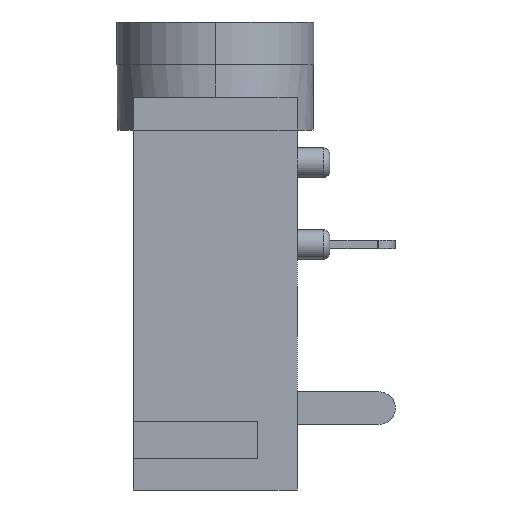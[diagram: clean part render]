
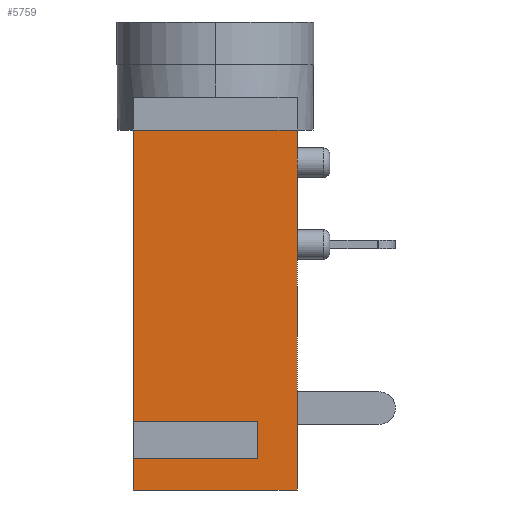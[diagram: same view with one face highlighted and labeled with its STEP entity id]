
A CAD part, left-side view. The second image highlights one B-rep face of the part: STEP entity #5759.
In plain terms, the highlighted planar face has unit normal (-1, 0, 0).
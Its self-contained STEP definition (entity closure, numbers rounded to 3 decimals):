
#83 = CARTESIAN_POINT ( 'NONE',  ( -6., 2.5, -14.3 ) ) ;
#314 = VERTEX_POINT ( 'NONE', #541 ) ;
#355 = ORIENTED_EDGE ( 'NONE', *, *, #2088, .T. ) ;
#443 = VERTEX_POINT ( 'NONE', #7303 ) ;
#509 = ORIENTED_EDGE ( 'NONE', *, *, #4120, .T. ) ;
#541 = CARTESIAN_POINT ( 'NONE',  ( -6., 2.5, -3.3 ) ) ;
#810 = VECTOR ( 'NONE', #3311, 1000. ) ;
#1114 = DIRECTION ( 'NONE',  ( 0., 1., 0. ) ) ;
#1138 = CARTESIAN_POINT ( 'NONE',  ( -6., -2.5, -3.3 ) ) ;
#1233 = EDGE_CURVE ( 'NONE', #6411, #5332, #7443, .T. ) ;
#1239 = VERTEX_POINT ( 'NONE', #2937 ) ;
#1256 = LINE ( 'NONE', #6487, #5380 ) ;
#1292 = LINE ( 'NONE', #5065, #7190 ) ;
#1338 = DIRECTION ( 'NONE',  ( 0., -1., 0. ) ) ;
#1473 = VECTOR ( 'NONE', #3505, 1000. ) ;
#1497 = ORIENTED_EDGE ( 'NONE', *, *, #7109, .F. ) ;
#1599 = CARTESIAN_POINT ( 'NONE',  ( -6., 2.5, -3.3 ) ) ;
#1721 = FACE_OUTER_BOUND ( 'NONE', #2767, .T. ) ;
#1746 = LINE ( 'NONE', #6982, #3914 ) ;
#1864 = CARTESIAN_POINT ( 'NONE',  ( -6., -1.3, -12.2 ) ) ;
#1917 = EDGE_CURVE ( 'NONE', #443, #8036, #5849, .T. ) ;
#2088 = EDGE_CURVE ( 'NONE', #4369, #6411, #8027, .T. ) ;
#2092 = ORIENTED_EDGE ( 'NONE', *, *, #4025, .T. ) ;
#2140 = VERTEX_POINT ( 'NONE', #7635 ) ;
#2704 = CARTESIAN_POINT ( 'NONE',  ( -6., -1.3, -13.35 ) ) ;
#2736 = VECTOR ( 'NONE', #3590, 1000. ) ;
#2767 = EDGE_LOOP ( 'NONE', ( #1497, #6101, #509, #2092, #355, #7625, #6409, #8166 ) ) ;
#2937 = CARTESIAN_POINT ( 'NONE',  ( -6., 2.5, -13.35 ) ) ;
#2954 = DIRECTION ( 'NONE',  ( -1., 0., 0. ) ) ;
#3204 = EDGE_CURVE ( 'NONE', #314, #2140, #3524, .T. ) ;
#3311 = DIRECTION ( 'NONE',  ( 0., 0., -1. ) ) ;
#3505 = DIRECTION ( 'NONE',  ( 0., 0., 1. ) ) ;
#3524 = LINE ( 'NONE', #1599, #3701 ) ;
#3590 = DIRECTION ( 'NONE',  ( 0., 0., -1. ) ) ;
#3701 = VECTOR ( 'NONE', #7300, 1000. ) ;
#3914 = VECTOR ( 'NONE', #1114, 1000. ) ;
#4025 = EDGE_CURVE ( 'NONE', #1239, #4369, #8093, .T. ) ;
#4120 = EDGE_CURVE ( 'NONE', #8036, #1239, #1746, .T. ) ;
#4338 = CARTESIAN_POINT ( 'NONE',  ( -6., 0., -8.8 ) ) ;
#4369 = VERTEX_POINT ( 'NONE', #83 ) ;
#4625 = CARTESIAN_POINT ( 'NONE',  ( -6., 2.5, -13.35 ) ) ;
#4649 = EDGE_CURVE ( 'NONE', #314, #5332, #1256, .T. ) ;
#5065 = CARTESIAN_POINT ( 'NONE',  ( -6., -1.3, -12.2 ) ) ;
#5332 = VERTEX_POINT ( 'NONE', #1138 ) ;
#5380 = VECTOR ( 'NONE', #1338, 1000. ) ;
#5669 = DIRECTION ( 'NONE',  ( 0., -1., 0. ) ) ;
#5759 = ADVANCED_FACE ( 'NONE', ( #1721 ), #6309, .T. ) ;
#5849 = LINE ( 'NONE', #1864, #810 ) ;
#5875 = VECTOR ( 'NONE', #5669, 1000. ) ;
#6101 = ORIENTED_EDGE ( 'NONE', *, *, #1917, .T. ) ;
#6309 = PLANE ( 'NONE',  #6362 ) ;
#6362 = AXIS2_PLACEMENT_3D ( 'NONE', #4338, #2954, #8229 ) ;
#6409 = ORIENTED_EDGE ( 'NONE', *, *, #4649, .F. ) ;
#6411 = VERTEX_POINT ( 'NONE', #7098 ) ;
#6487 = CARTESIAN_POINT ( 'NONE',  ( -6., 2.5, -3.3 ) ) ;
#6982 = CARTESIAN_POINT ( 'NONE',  ( -6., -1.3, -13.35 ) ) ;
#7098 = CARTESIAN_POINT ( 'NONE',  ( -6., -2.5, -14.3 ) ) ;
#7109 = EDGE_CURVE ( 'NONE', #443, #2140, #1292, .T. ) ;
#7190 = VECTOR ( 'NONE', #7760, 1000. ) ;
#7300 = DIRECTION ( 'NONE',  ( 0., 0., -1. ) ) ;
#7303 = CARTESIAN_POINT ( 'NONE',  ( -6., -1.3, -12.2 ) ) ;
#7443 = LINE ( 'NONE', #8172, #1473 ) ;
#7506 = CARTESIAN_POINT ( 'NONE',  ( -6., 2.5, -14.3 ) ) ;
#7625 = ORIENTED_EDGE ( 'NONE', *, *, #1233, .T. ) ;
#7635 = CARTESIAN_POINT ( 'NONE',  ( -6., 2.5, -12.2 ) ) ;
#7760 = DIRECTION ( 'NONE',  ( 0., 1., 0. ) ) ;
#8027 = LINE ( 'NONE', #7506, #5875 ) ;
#8036 = VERTEX_POINT ( 'NONE', #2704 ) ;
#8093 = LINE ( 'NONE', #4625, #2736 ) ;
#8166 = ORIENTED_EDGE ( 'NONE', *, *, #3204, .T. ) ;
#8172 = CARTESIAN_POINT ( 'NONE',  ( -6., -2.5, -14.3 ) ) ;
#8229 = DIRECTION ( 'NONE',  ( 0., 0., 1. ) ) ;
